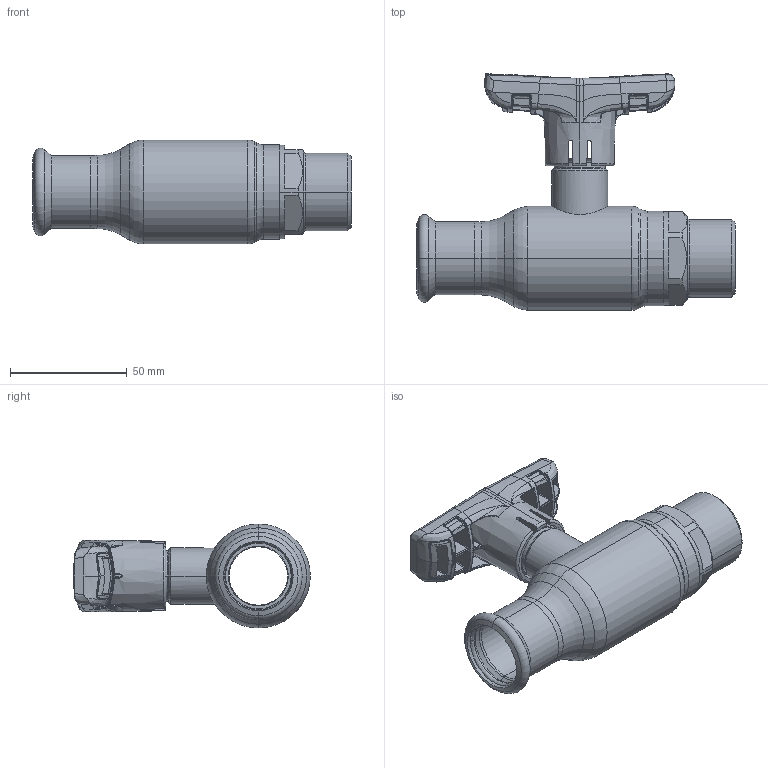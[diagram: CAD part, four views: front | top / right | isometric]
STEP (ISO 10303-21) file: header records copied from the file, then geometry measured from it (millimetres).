
FILE_DESCRIPTION (( 'STEP AP214' ), '1' );
FILE_NAME ('2025001200-0400.step', '2024-01-11T11:12:26', ( '' ), ( '' ), 'SwSTEP 2.0', 'SolidWorks 2021', '' );
FILE_SCHEMA (( 'AUTOMOTIVE_DESIGN' ));
Length unit declared in the file: millimetre
Products named in the file (1): 2025001200-0400
Bounding box: 136.3 x 101.33 x 44.5 mm (x, y, z)
Surface area: 38710.3 mm2 (no closed solid volume)
Topology: 0 solids, 7 shells, 641 faces, 2002 edges, 1304 vertices
Faces by surface type: bspline 492, plane 56, cylinder 40, cone 28, torus 23, sphere 2
Entity records: 57709 total; most frequent: CARTESIAN_POINT 37641, ORIENTED_EDGE 3420, EDGE_CURVE 1992, B_SPLINE_CURVE_WITH_KNOTS 1401, VERTEX_POINT 1301, DIRECTION 1300, EDGE_LOOP 651, UNCERTAINTY_MEASURE_WITH_UNIT 640
